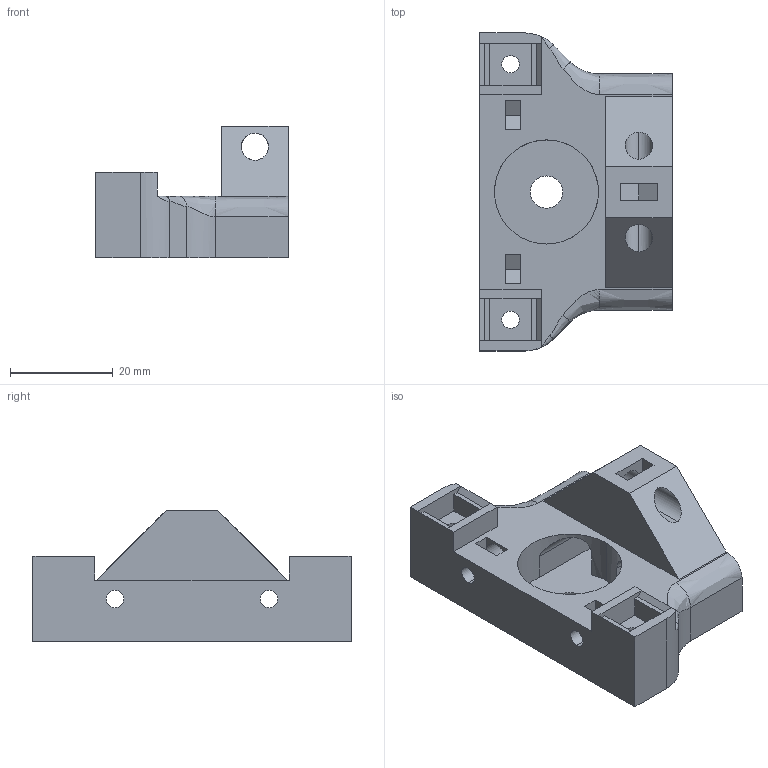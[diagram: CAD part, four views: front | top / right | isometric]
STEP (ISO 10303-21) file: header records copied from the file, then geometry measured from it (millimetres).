
FILE_DESCRIPTION (( 'STEP AP214' ), '1' );
FILE_NAME ('x-idler-bracket 06.STEP', '2011-02-18T23:09:58', ( 'Owner' ), ( '22ndstreetcomputers.com' ), 'SwSTEP 2.0', 'SolidWorks 2010', '' );
FILE_SCHEMA (( 'AUTOMOTIVE_DESIGN' ));
Length unit declared in the file: millimetre
Products named in the file (1): x-idler-bracket 06
Bounding box: 37.5 x 62 x 25.65 mm (x, y, z)
Volume: 20829 mm3; surface area: 10833.8 mm2
Topology: 1 solids, 1 shells, 117 faces, 309 edges, 194 vertices
Faces by surface type: plane 79, cylinder 30, bspline 8
Entity records: 4119 total; most frequent: CARTESIAN_POINT 1209, ORIENTED_EDGE 614, DIRECTION 567, EDGE_CURVE 307, VECTOR 207, LINE 207, VERTEX_POINT 194, AXIS2_PLACEMENT_3D 180
